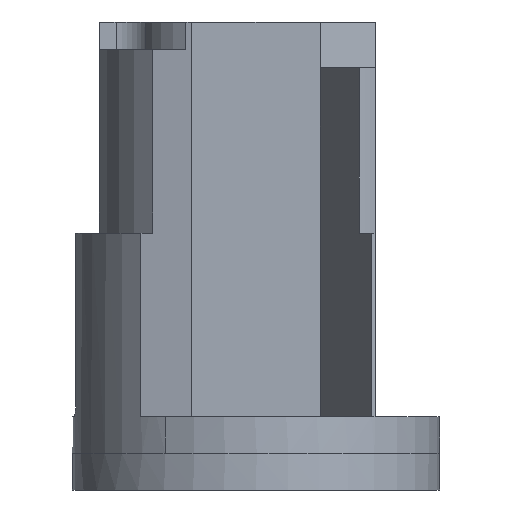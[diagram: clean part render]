
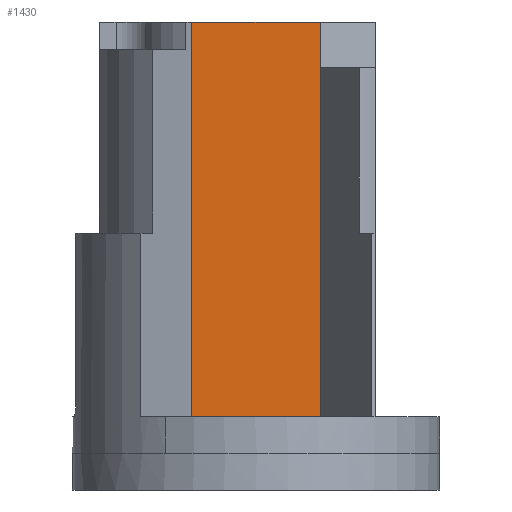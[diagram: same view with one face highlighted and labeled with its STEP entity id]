
A CAD part, front view. The second image highlights one B-rep face of the part: STEP entity #1430.
In plain terms, the highlighted planar face has unit normal (0, -1, 0).
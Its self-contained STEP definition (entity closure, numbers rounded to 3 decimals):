
#730=CARTESIAN_POINT('Vertex',(-81.91,-7.62,59.69)) ;
#733=CARTESIAN_POINT('Line Origine',(-73.02,-7.62,59.69)) ;
#737=CARTESIAN_POINT('Vertex',(-64.13,-7.62,59.69)) ;
#1380=CARTESIAN_POINT('Line Origine',(-64.13,-7.62,56.515)) ;
#1384=CARTESIAN_POINT('Vertex',(-64.13,-7.62,53.34)) ;
#1399=CARTESIAN_POINT('Axis2P3D Location',(8.89,-7.62,5.08)) ;
#1404=CARTESIAN_POINT('Line Origine',(-81.91,-7.62,32.385)) ;
#1408=CARTESIAN_POINT('Vertex',(-81.91,-7.62,5.08)) ;
#1411=CARTESIAN_POINT('Line Origine',(-73.02,-7.62,5.08)) ;
#1415=CARTESIAN_POINT('Vertex',(-64.13,-7.62,5.08)) ;
#1418=CARTESIAN_POINT('Line Origine',(-64.13,-7.62,29.21)) ;
#735=VECTOR('Line Direction',#734,1.) ;
#1382=VECTOR('Line Direction',#1381,1.) ;
#1406=VECTOR('Line Direction',#1405,1.) ;
#1413=VECTOR('Line Direction',#1412,1.) ;
#1420=VECTOR('Line Direction',#1419,1.) ;
#734=DIRECTION('Vector Direction',(-1.,0.,0.)) ;
#1381=DIRECTION('Vector Direction',(0.,0.,1.)) ;
#1400=DIRECTION('Axis2P3D Direction',(0.,1.,-0.)) ;
#1401=DIRECTION('Axis2P3D XDirection',(-1.,0.,0.)) ;
#1405=DIRECTION('Vector Direction',(0.,0.,1.)) ;
#1412=DIRECTION('Vector Direction',(-1.,0.,0.)) ;
#1419=DIRECTION('Vector Direction',(0.,0.,1.)) ;
#1402=AXIS2_PLACEMENT_3D('Plane Axis2P3D',#1399,#1400,#1401) ;
#736=LINE('Line',#733,#735) ;
#1383=LINE('Line',#1380,#1382) ;
#1407=LINE('Line',#1404,#1406) ;
#1414=LINE('Line',#1411,#1413) ;
#1421=LINE('Line',#1418,#1420) ;
#1403=PLANE('',#1402) ;
#739=EDGE_CURVE('',#738,#731,#736,.T.) ;
#1386=EDGE_CURVE('',#1385,#738,#1383,.T.) ;
#1410=EDGE_CURVE('',#1409,#731,#1407,.T.) ;
#1417=EDGE_CURVE('',#1416,#1409,#1414,.T.) ;
#1422=EDGE_CURVE('',#1416,#1385,#1421,.T.) ;
#1424=ORIENTED_EDGE('',*,*,#739,.T.) ;
#1425=ORIENTED_EDGE('',*,*,#1410,.F.) ;
#1426=ORIENTED_EDGE('',*,*,#1417,.F.) ;
#1427=ORIENTED_EDGE('',*,*,#1422,.T.) ;
#1428=ORIENTED_EDGE('',*,*,#1386,.T.) ;
#1423=EDGE_LOOP('',(#1424,#1425,#1426,#1427,#1428)) ;
#731=VERTEX_POINT('',#730) ;
#738=VERTEX_POINT('',#737) ;
#1385=VERTEX_POINT('',#1384) ;
#1409=VERTEX_POINT('',#1408) ;
#1416=VERTEX_POINT('',#1415) ;
#1430=ADVANCED_FACE('PartBody',(#1429),#1403,.F.) ;
#1429=FACE_OUTER_BOUND('',#1423,.T.) ;
